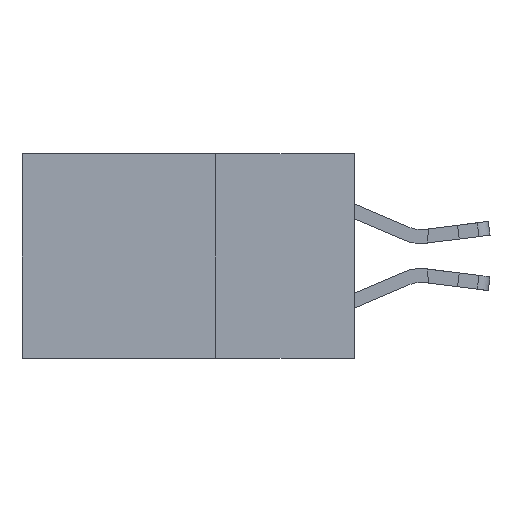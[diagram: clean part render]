
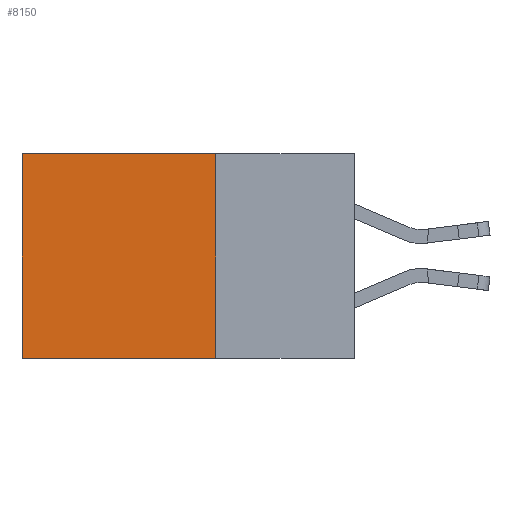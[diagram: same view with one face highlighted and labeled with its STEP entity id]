
A CAD part, left-side view. The second image highlights one B-rep face of the part: STEP entity #8150.
In plain terms, the highlighted planar face has unit normal (-1, 0, 0).
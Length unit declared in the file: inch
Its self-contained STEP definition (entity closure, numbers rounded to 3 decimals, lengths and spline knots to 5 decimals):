
#1112 = VECTOR ( 'NONE', #8632, 39.37008 ) ;
#1117 = ORIENTED_EDGE ( 'NONE', *, *, #6650, .F. ) ;
#1214 = CARTESIAN_POINT ( 'NONE',  ( 0.2615, 0.25, -0.37 ) ) ;
#1909 = DIRECTION ( 'NONE',  ( 0., 1., 0. ) ) ;
#1914 = CARTESIAN_POINT ( 'NONE',  ( 0.2615, 0.25, 0. ) ) ;
#1995 = EDGE_CURVE ( 'NONE', #3683, #8047, #15052, .T. ) ;
#2057 = CARTESIAN_POINT ( 'NONE',  ( 0.2615, 0.25, 0. ) ) ;
#2397 = CARTESIAN_POINT ( 'NONE',  ( 0.2615, 0.6, -0.37 ) ) ;
#3295 = LINE ( 'NONE', #12682, #11214 ) ;
#3683 = VERTEX_POINT ( 'NONE', #2057 ) ;
#4002 = ORIENTED_EDGE ( 'NONE', *, *, #5557, .T. ) ;
#4292 = EDGE_LOOP ( 'NONE', ( #4002, #6706, #1117, #11234 ) ) ;
#5557 = EDGE_CURVE ( 'NONE', #8047, #6362, #13173, .T. ) ;
#6114 = VECTOR ( 'NONE', #14522, 39.37008 ) ;
#6362 = VERTEX_POINT ( 'NONE', #14973 ) ;
#6650 = EDGE_CURVE ( 'NONE', #3683, #13527, #13364, .T. ) ;
#6706 = ORIENTED_EDGE ( 'NONE', *, *, #8556, .F. ) ;
#8047 = VERTEX_POINT ( 'NONE', #14828 ) ;
#8150 = ADVANCED_FACE ( 'NONE', ( #8205 ), #10500, .F. ) ;
#8205 = FACE_OUTER_BOUND ( 'NONE', #4292, .T. ) ;
#8556 = EDGE_CURVE ( 'NONE', #13527, #6362, #3295, .T. ) ;
#8632 = DIRECTION ( 'NONE',  ( 0., 0., -1. ) ) ;
#8740 = VECTOR ( 'NONE', #12773, 39.37008 ) ;
#9305 = DIRECTION ( 'NONE',  ( 1., 0., 0. ) ) ;
#10500 = PLANE ( 'NONE',  #13478 ) ;
#10926 = CARTESIAN_POINT ( 'NONE',  ( 0.2615, 0.25, -0.37 ) ) ;
#11214 = VECTOR ( 'NONE', #1909, 39.37008 ) ;
#11234 = ORIENTED_EDGE ( 'NONE', *, *, #1995, .T. ) ;
#12682 = CARTESIAN_POINT ( 'NONE',  ( 0.2615, 0.25, -0.37 ) ) ;
#12773 = DIRECTION ( 'NONE',  ( 0., 1., 0. ) ) ;
#13173 = LINE ( 'NONE', #2397, #6114 ) ;
#13364 = LINE ( 'NONE', #10926, #1112 ) ;
#13478 = AXIS2_PLACEMENT_3D ( 'NONE', #15298, #9305, #14120 ) ;
#13527 = VERTEX_POINT ( 'NONE', #1214 ) ;
#14120 = DIRECTION ( 'NONE',  ( 0., 0., -1. ) ) ;
#14522 = DIRECTION ( 'NONE',  ( 0., 0., -1. ) ) ;
#14828 = CARTESIAN_POINT ( 'NONE',  ( 0.2615, 0.6, 0. ) ) ;
#14973 = CARTESIAN_POINT ( 'NONE',  ( 0.2615, 0.6, -0.37 ) ) ;
#15052 = LINE ( 'NONE', #1914, #8740 ) ;
#15298 = CARTESIAN_POINT ( 'NONE',  ( 0.2615, 0.25, -0.37 ) ) ;
